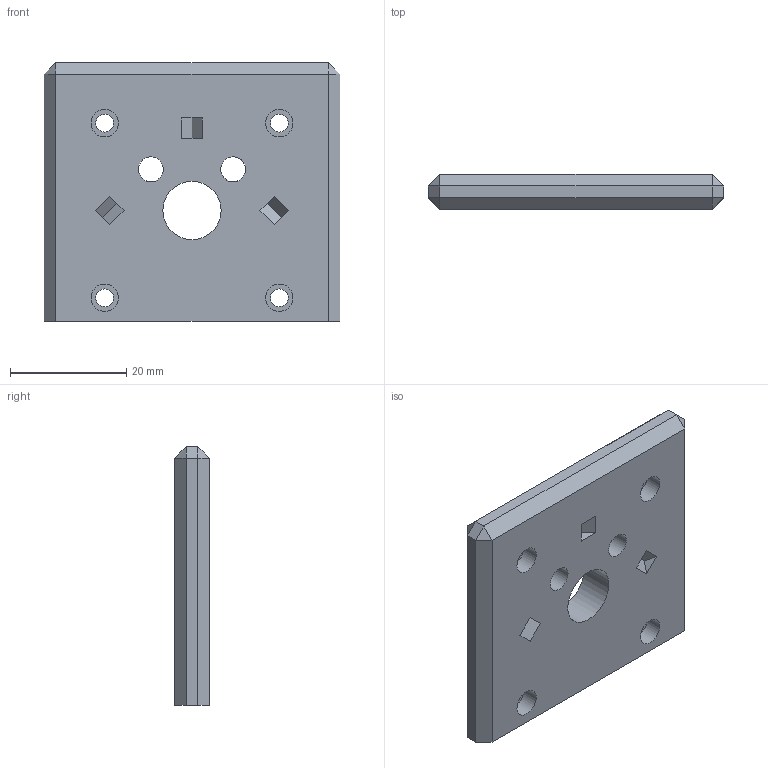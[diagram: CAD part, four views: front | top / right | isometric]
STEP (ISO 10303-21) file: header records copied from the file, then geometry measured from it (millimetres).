
FILE_DESCRIPTION(/* description */ (''),/* implementation_level */ '2;1');
FILE_NAME(/* name */ 'Piezo Mirror Housing_v2.step',/* time_stamp */ '2024-02-15T15:48:46-05:00',/* author */ (''),/* organization */ (''),/* preprocessor_version */ 'ST-DEVELOPER v20',/* originating_system */ 'Autodesk Translation Framework v12.20.1.177',/* authorisation */ '');
FILE_SCHEMA (('AUTOMOTIVE_DESIGN { 1 0 10303 214 3 1 1 }'));
Length unit declared in the file: millimetre
Products named in the file (1): Piezo Mirror Housing
Bounding box: 50.8 x 6 x 44.45 mm (x, y, z)
Volume: 11792.5 mm3; surface area: 5817.7 mm2
Topology: 1 solids, 1 shells, 77 faces, 180 edges, 116 vertices
Faces by surface type: plane 58, cylinder 19
Full cylindrical faces by diameter (mm): 3.048 x4, 4.293 x2, 4.7 x4, 10 x1
Entity records: 2252 total; most frequent: DIRECTION 382, CARTESIAN_POINT 374, ORIENTED_EDGE 360, EDGE_CURVE 180, LINE 134, VECTOR 134, AXIS2_PLACEMENT_3D 124, VERTEX_POINT 116
